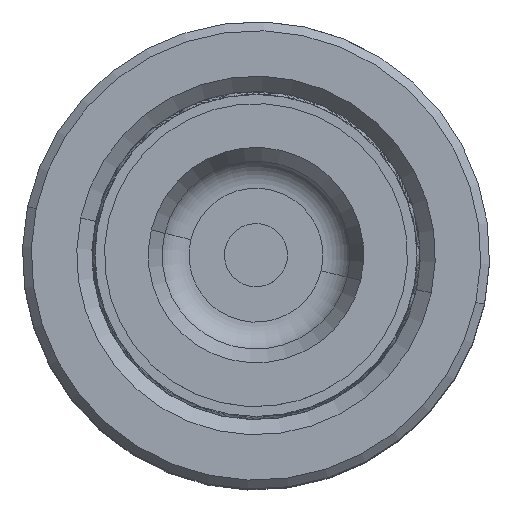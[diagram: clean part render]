
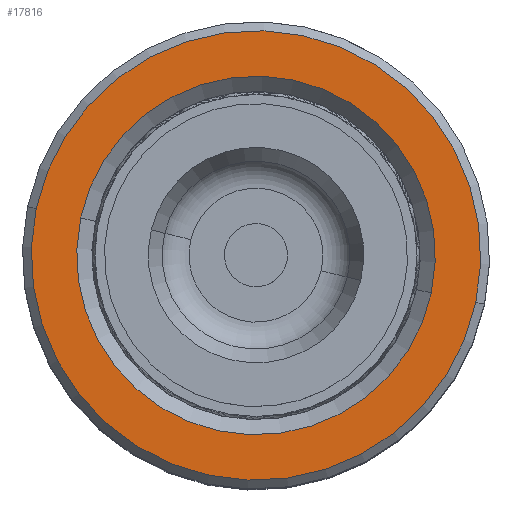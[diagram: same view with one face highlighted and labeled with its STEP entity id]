
A CAD part, top view. The second image highlights one B-rep face of the part: STEP entity #17816.
In plain terms, the highlighted planar face has unit normal (0, 0, 1).
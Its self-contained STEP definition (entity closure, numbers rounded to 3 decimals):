
#120 = DIRECTION ( 'NONE',  ( 0., 0., 1. ) ) ;
#1121 = VERTEX_POINT ( 'NONE', #26138 ) ;
#1857 = ORIENTED_EDGE ( 'NONE', *, *, #5185, .T. ) ;
#2787 = CARTESIAN_POINT ( 'NONE',  ( 0., 0., 50. ) ) ;
#2806 = FACE_BOUND ( 'NONE', #33768, .T. ) ;
#3760 = AXIS2_PLACEMENT_3D ( 'NONE', #7046, #5084, #10325 ) ;
#4639 = VERTEX_POINT ( 'NONE', #32232 ) ;
#5084 = DIRECTION ( 'NONE',  ( 0., 0., 1. ) ) ;
#5185 = EDGE_CURVE ( 'NONE', #23960, #4639, #18346, .T. ) ;
#6168 = AXIS2_PLACEMENT_3D ( 'NONE', #2787, #19667, #8234 ) ;
#7046 = CARTESIAN_POINT ( 'NONE',  ( 0., 0., 50. ) ) ;
#7852 = CARTESIAN_POINT ( 'NONE',  ( 14.2, 0., 50. ) ) ;
#8234 = DIRECTION ( 'NONE',  ( 1., 0., 0. ) ) ;
#8319 = VERTEX_POINT ( 'NONE', #26554 ) ;
#10325 = DIRECTION ( 'NONE',  ( 1., 0., 0. ) ) ;
#10861 = ORIENTED_EDGE ( 'NONE', *, *, #20661, .T. ) ;
#12611 = DIRECTION ( 'NONE',  ( 0., 0., -1. ) ) ;
#15215 = CARTESIAN_POINT ( 'NONE',  ( 0., 0., 50. ) ) ;
#15319 = ORIENTED_EDGE ( 'NONE', *, *, #21924, .T. ) ;
#15396 = ORIENTED_EDGE ( 'NONE', *, *, #23930, .T. ) ;
#17816 = ADVANCED_FACE ( 'NONE', ( #28425, #2806 ), #35370, .T. ) ;
#18154 = DIRECTION ( 'NONE',  ( 0., 0., 1. ) ) ;
#18346 = CIRCLE ( 'NONE', #6168, 14.2 ) ;
#19414 = AXIS2_PLACEMENT_3D ( 'NONE', #21928, #120, #22172 ) ;
#19667 = DIRECTION ( 'NONE',  ( 0., 0., -1. ) ) ;
#20661 = EDGE_CURVE ( 'NONE', #4639, #23960, #21449, .T. ) ;
#21449 = CIRCLE ( 'NONE', #31276, 14.2 ) ;
#21924 = EDGE_CURVE ( 'NONE', #1121, #8319, #28327, .T. ) ;
#21928 = CARTESIAN_POINT ( 'NONE',  ( 0., 0., 50. ) ) ;
#22102 = EDGE_LOOP ( 'NONE', ( #15319, #15396 ) ) ;
#22172 = DIRECTION ( 'NONE',  ( 1., 0., 0. ) ) ;
#23522 = DIRECTION ( 'NONE',  ( 1., 0., 0. ) ) ;
#23930 = EDGE_CURVE ( 'NONE', #8319, #1121, #26568, .T. ) ;
#23960 = VERTEX_POINT ( 'NONE', #7852 ) ;
#26138 = CARTESIAN_POINT ( 'NONE',  ( -17.8, 0., 50. ) ) ;
#26216 = CARTESIAN_POINT ( 'NONE',  ( 0., 0., 50. ) ) ;
#26414 = AXIS2_PLACEMENT_3D ( 'NONE', #15215, #18154, #34573 ) ;
#26554 = CARTESIAN_POINT ( 'NONE',  ( 17.8, 0., 50. ) ) ;
#26568 = CIRCLE ( 'NONE', #19414, 17.8 ) ;
#28327 = CIRCLE ( 'NONE', #26414, 17.8 ) ;
#28425 = FACE_OUTER_BOUND ( 'NONE', #22102, .T. ) ;
#31276 = AXIS2_PLACEMENT_3D ( 'NONE', #26216, #12611, #23522 ) ;
#32232 = CARTESIAN_POINT ( 'NONE',  ( -14.2, 0., 50. ) ) ;
#33768 = EDGE_LOOP ( 'NONE', ( #1857, #10861 ) ) ;
#34573 = DIRECTION ( 'NONE',  ( 1., 0., 0. ) ) ;
#35370 = PLANE ( 'NONE',  #3760 ) ;
